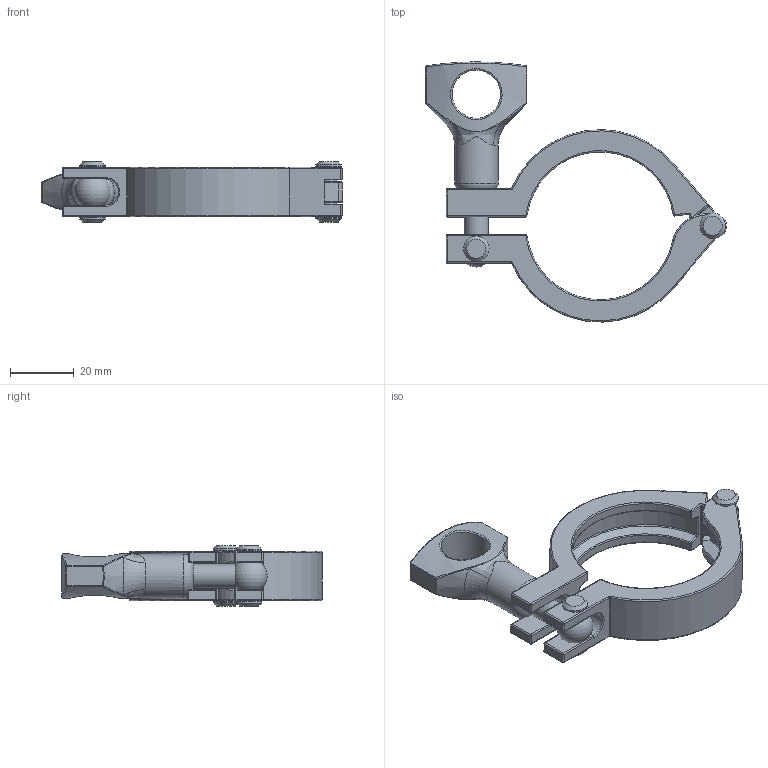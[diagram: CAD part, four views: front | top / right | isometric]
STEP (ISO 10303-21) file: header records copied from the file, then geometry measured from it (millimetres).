
FILE_DESCRIPTION(/* description */ (''),/* implementation_level */ '2;1');
FILE_NAME(/* name */ '13MHHM-1.stp',/* time_stamp */ '2023-08-24T13:34:56-04:00',/* author */ ('rick'),/* organization */ (''),/* preprocessor_version */ 'ST-DEVELOPER v18.1',/* originating_system */ 'Autodesk Inventor 2020',/* authorisation */ '');
FILE_SCHEMA (('AUTOMOTIVE_DESIGN { 1 0 10303 214 3 1 1 }'));
Length unit declared in the file: inch
Products named in the file (1): 13MHHM-1
Bounding box: 94.4 x 81.77 x 19.1 mm (x, y, z)
Volume: 27134.9 mm3; surface area: 17040.3 mm2
Topology: 6 solids, 6 shells, 257 faces, 588 edges, 329 vertices
Faces by surface type: cylinder 102, torus 45, plane 38, sphere 37, bspline 25, cone 10
Full cylindrical faces by diameter (mm): 4.445 x2, 5.004 x2, 5.588 x4, 7.112 x1, 7.62 x1, 8.001 x4, 13.716 x1, 15.24 x1
Entity records: 8687 total; most frequent: CARTESIAN_POINT 2670, DIRECTION 1292, ORIENTED_EDGE 1152, EDGE_CURVE 576, AXIS2_PLACEMENT_3D 557, VERTEX_POINT 331, CIRCLE 322, EDGE_LOOP 273
